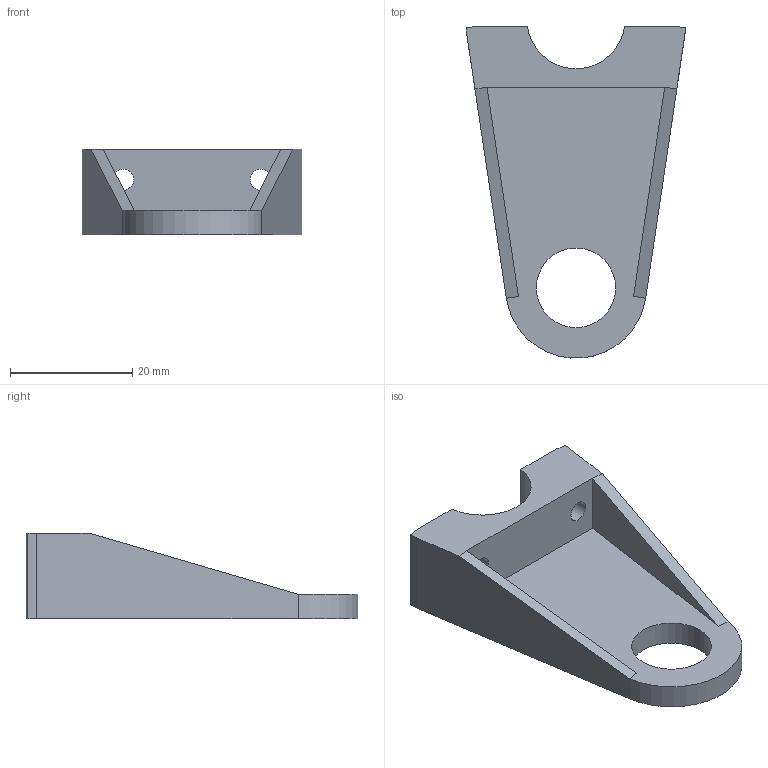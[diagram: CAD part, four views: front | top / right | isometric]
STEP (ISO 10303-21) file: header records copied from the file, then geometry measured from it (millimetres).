
FILE_DESCRIPTION(/* description */ (''),/* implementation_level */ '2;1');
FILE_NAME(/* name */ 'F-SICT-05.stp',/* time_stamp */ '2024-05-04T18:00:23+02:00',/* author */ ('Utente'),/* organization */ (''),/* preprocessor_version */ 'ST-DEVELOPER v20',/* originating_system */ 'Autodesk Inventor 2024',/* authorisation */ '');
FILE_SCHEMA (('AUTOMOTIVE_DESIGN { 1 0 10303 214 3 1 1 }'));
Length unit declared in the file: millimetre
Products named in the file (1): F-SICT-05
Bounding box: 35.89 x 54.21 x 14 mm (x, y, z)
Volume: 8146.9 mm3; surface area: 5136.8 mm2
Topology: 1 solids, 1 shells, 22 faces, 56 edges, 36 vertices
Faces by surface type: plane 15, cylinder 7
Full cylindrical faces by diameter (mm): 3.4 x2, 13 x1
Entity records: 717 total; most frequent: DIRECTION 116, CARTESIAN_POINT 115, ORIENTED_EDGE 112, EDGE_CURVE 56, LINE 42, VECTOR 42, AXIS2_PLACEMENT_3D 37, VERTEX_POINT 36
